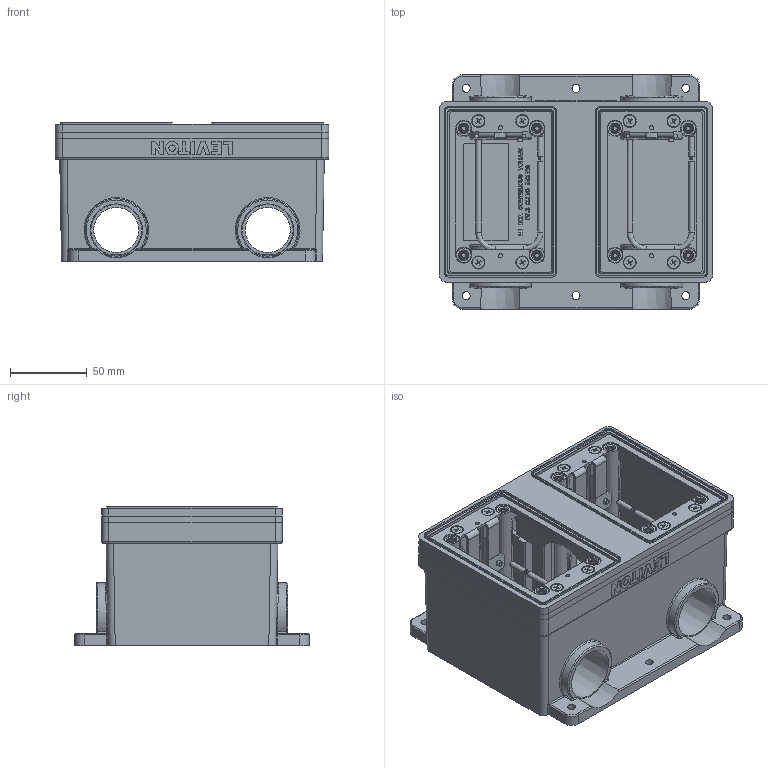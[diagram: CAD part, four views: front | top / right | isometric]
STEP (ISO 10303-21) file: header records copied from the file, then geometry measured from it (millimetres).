
FILE_DESCRIPTION (( 'STEP AP214' ), '1' );
FILE_NAME ('CATSTD-FDBX2-0XX-M01.STEP', '2020-07-30T13:39:10', ( '' ), ( '' ), 'SwSTEP 2.0', 'SolidWorks 2017', '' );
FILE_SCHEMA (( 'AUTOMOTIVE_DESIGN' ));
Length unit declared in the file: inch
Products named in the file (2): CATSTD-FDBX2-0XX-M01
Bounding box: 177.8 x 152.4 x 90.68 mm (x, y, z)
Surface area: 204791.3 mm2 (no closed solid volume)
Topology: 0 solids, 42 shells, 785 faces, 3816 edges, 3007 vertices
Faces by surface type: plane 438, cylinder 214, cone 61, bspline 40, torus 24, sphere 8
Full cylindrical faces by diameter (mm): 2.286 x2, 2.692 x4, 2.774 x8, 3.048 x2, 3.251 x1, 3.429 x8, 4.182 x2, 5.232 x6, 8.712 x2, 9.525 x1
Entity records: 50977 total; most frequent: CARTESIAN_POINT 12792, DIRECTION 5235, ORIENTED_EDGE 5216, EDGE_CURVE 3645, VERTEX_POINT 2943, LINE 2389, VECTOR 2389, AXIS2_PLACEMENT_3D 1423
